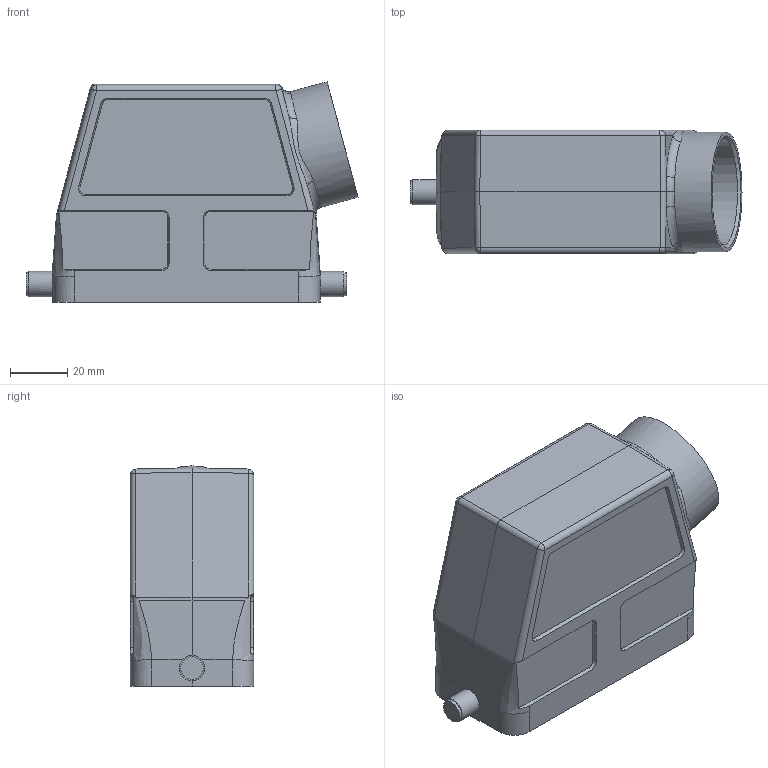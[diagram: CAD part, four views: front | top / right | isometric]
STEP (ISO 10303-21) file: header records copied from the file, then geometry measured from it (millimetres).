
FILE_DESCRIPTION(/* description */ (''),/* implementation_level */ '2;1');
FILE_NAME(/* name */ '100694557ugm000_c.stp',/* time_stamp */ '2019-07-31T15:44:58+02:00',/* author */ (''),/* organization */ (''),/* preprocessor_version */ 'ST-DEVELOPER v16.7',/* originating_system */ 'SIEMENS PLM Software NX 12.0',/* authorisation */ '');
FILE_SCHEMA (('AUTOMOTIVE_DESIGN { 1 0 10303 214 3 1 1 1 }'));
Length unit declared in the file: millimetre
Products named in the file (1): 100694557ugm000_c
Bounding box: 115.69 x 43 x 76.77 mm (x, y, z)
Volume: 74337 mm3; surface area: 45050.4 mm2
Topology: 1 solids, 1 shells, 301 faces, 772 edges, 494 vertices
Faces by surface type: plane 163, cylinder 67, bspline 36, cone 29, sphere 6
Full cylindrical faces by diameter (mm): 3 x4, 4 x2, 8 x2, 8.8 x2, 32 x1, 37 x1, 41.65 x1
Entity records: 10779 total; most frequent: CARTESIAN_POINT 3020, ORIENTED_EDGE 1470, DIRECTION 1387, EDGE_CURVE 735, VERTEX_POINT 482, AXIS2_PLACEMENT_3D 475, LINE 437, VECTOR 437
